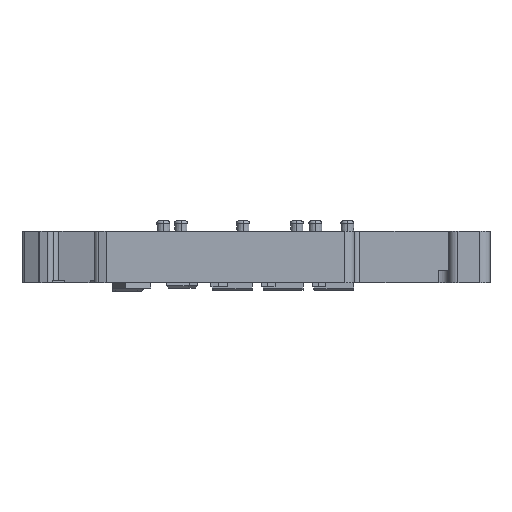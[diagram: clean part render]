
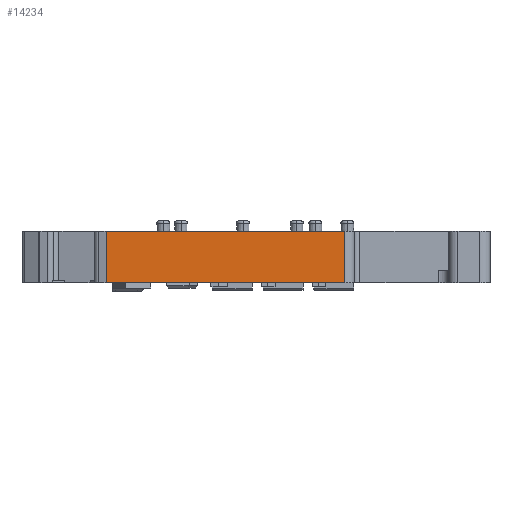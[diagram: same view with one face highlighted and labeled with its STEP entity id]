
A CAD part, left-side view. The second image highlights one B-rep face of the part: STEP entity #14234.
In plain terms, the highlighted planar face has unit normal (-1, 0, 0).
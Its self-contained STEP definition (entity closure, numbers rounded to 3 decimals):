
#1915=DIRECTION('',(0.,1.,0.));
#1916=VECTOR('',#1915,23.055);
#1917=CARTESIAN_POINT('',(-33.5,8.,2.5));
#1918=LINE('',#1917,#1916);
#5807=DIRECTION('',(0.,0.,-1.));
#5808=VECTOR('',#5807,5.);
#5809=CARTESIAN_POINT('',(-33.5,31.055,2.5));
#5810=LINE('',#5809,#5808);
#5814=DIRECTION('',(0.,1.,0.));
#5815=VECTOR('',#5814,23.055);
#5816=CARTESIAN_POINT('',(-33.5,8.,-2.5));
#5817=LINE('',#5816,#5815);
#5821=DIRECTION('',(0.,0.,1.));
#5822=VECTOR('',#5821,5.);
#5823=CARTESIAN_POINT('',(-33.5,8.,-2.5));
#5824=LINE('',#5823,#5822);
#8674=CARTESIAN_POINT('',(-33.5,31.055,-2.5));
#8675=VERTEX_POINT('',#8674);
#8676=CARTESIAN_POINT('',(-33.5,8.,-2.5));
#8677=VERTEX_POINT('',#8676);
#9201=CARTESIAN_POINT('',(-33.5,8.,2.5));
#9202=VERTEX_POINT('',#9201);
#9203=CARTESIAN_POINT('',(-33.5,31.055,2.5));
#9204=VERTEX_POINT('',#9203);
#14222=CARTESIAN_POINT('',(-33.5,31.055,-2.5));
#14223=DIRECTION('',(-1.,0.,0.));
#14224=DIRECTION('',(0.,-1.,0.));
#14225=AXIS2_PLACEMENT_3D('',#14222,#14223,#14224);
#14226=PLANE('',#14225);
#14228=ORIENTED_EDGE('',*,*,#14227,.F.);
#14229=ORIENTED_EDGE('',*,*,#10133,.T.);
#14230=ORIENTED_EDGE('',*,*,#14217,.F.);
#14231=ORIENTED_EDGE('',*,*,#10780,.F.);
#14232=EDGE_LOOP('',(#14228,#14229,#14230,#14231));
#14233=FACE_OUTER_BOUND('',#14232,.F.);
#10133=EDGE_CURVE('',#8677,#8675,#5817,.T.);
#10780=EDGE_CURVE('',#9202,#9204,#1918,.T.);
#14217=EDGE_CURVE('',#9204,#8675,#5810,.T.);
#14227=EDGE_CURVE('',#8677,#9202,#5824,.T.);
#14234=ADVANCED_FACE('',(#14233),#14226,.T.);
